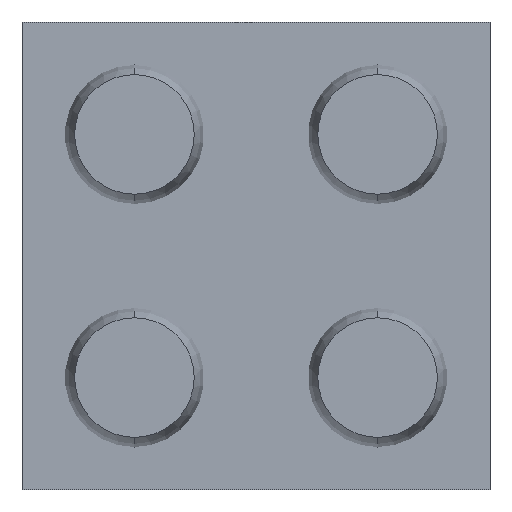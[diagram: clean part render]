
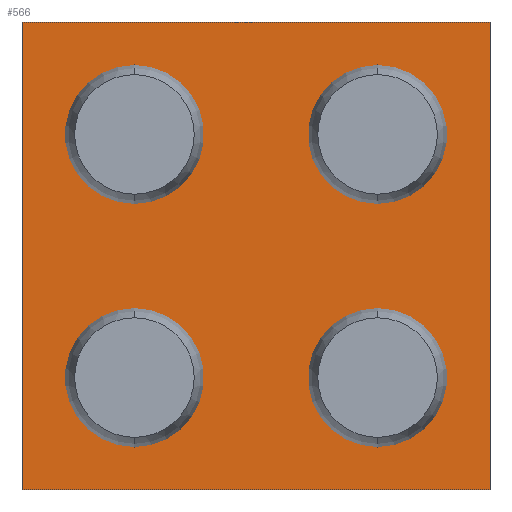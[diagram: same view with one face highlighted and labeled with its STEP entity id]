
A CAD part, front view. The second image highlights one B-rep face of the part: STEP entity #566.
In plain terms, the highlighted planar face has unit normal (0, -1, 0).
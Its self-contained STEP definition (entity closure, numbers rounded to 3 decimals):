
#6 = DIRECTION ( 'NONE',  ( 0., -1., 0. ) ) ;
#15 = DIRECTION ( 'NONE',  ( 0., 0., -1. ) ) ;
#17 = ORIENTED_EDGE ( 'NONE', *, *, #355, .F. ) ;
#18 = DIRECTION ( 'NONE',  ( 1., 0., 0. ) ) ;
#28 = CARTESIAN_POINT ( 'NONE',  ( -0.385, 0.165, -0.385 ) ) ;
#37 = VECTOR ( 'NONE', #89, 1000. ) ;
#51 = DIRECTION ( 'NONE',  ( 0., -1., 0. ) ) ;
#55 = DIRECTION ( 'NONE',  ( 0., -1., 0. ) ) ;
#62 = ORIENTED_EDGE ( 'NONE', *, *, #536, .F. ) ;
#65 = VERTEX_POINT ( 'NONE', #269 ) ;
#66 = DIRECTION ( 'NONE',  ( 0., 0., -1. ) ) ;
#71 = VERTEX_POINT ( 'NONE', #614 ) ;
#78 = AXIS2_PLACEMENT_3D ( 'NONE', #359, #55, #613 ) ;
#82 = EDGE_CURVE ( 'NONE', #627, #600, #519, .T. ) ;
#84 = ORIENTED_EDGE ( 'NONE', *, *, #139, .F. ) ;
#89 = DIRECTION ( 'NONE',  ( 0., 0., 1. ) ) ;
#108 = ORIENTED_EDGE ( 'NONE', *, *, #378, .F. ) ;
#111 = EDGE_LOOP ( 'NONE', ( #622, #148 ) ) ;
#123 = CARTESIAN_POINT ( 'NONE',  ( -0.2, 0.165, 0.2 ) ) ;
#133 = DIRECTION ( 'NONE',  ( 0., 0., -1. ) ) ;
#135 = CARTESIAN_POINT ( 'NONE',  ( 0.2, 0.165, -0.2 ) ) ;
#136 = VERTEX_POINT ( 'NONE', #221 ) ;
#139 = EDGE_CURVE ( 'NONE', #514, #71, #597, .T. ) ;
#141 = AXIS2_PLACEMENT_3D ( 'NONE', #550, #660, #605 ) ;
#143 = DIRECTION ( 'NONE',  ( 0., 0., -1. ) ) ;
#145 = DIRECTION ( 'NONE',  ( 0., -1., 0. ) ) ;
#148 = ORIENTED_EDGE ( 'NONE', *, *, #82, .F. ) ;
#149 = EDGE_LOOP ( 'NONE', ( #638, #84 ) ) ;
#154 = EDGE_CURVE ( 'NONE', #376, #65, #241, .T. ) ;
#167 = VERTEX_POINT ( 'NONE', #461 ) ;
#175 = CARTESIAN_POINT ( 'NONE',  ( 0.385, 0.165, 0.385 ) ) ;
#176 = EDGE_CURVE ( 'NONE', #600, #627, #437, .T. ) ;
#177 = LINE ( 'NONE', #509, #199 ) ;
#181 = DIRECTION ( 'NONE',  ( -1., 0., 0. ) ) ;
#183 = CARTESIAN_POINT ( 'NONE',  ( -0.385, 0.165, 0.385 ) ) ;
#188 = AXIS2_PLACEMENT_3D ( 'NONE', #123, #474, #66 ) ;
#196 = EDGE_CURVE ( 'NONE', #65, #376, #404, .T. ) ;
#199 = VECTOR ( 'NONE', #18, 1000. ) ;
#207 = ORIENTED_EDGE ( 'NONE', *, *, #468, .F. ) ;
#218 = CARTESIAN_POINT ( 'NONE',  ( 0.2, 0.165, -0.298 ) ) ;
#219 = ORIENTED_EDGE ( 'NONE', *, *, #345, .F. ) ;
#221 = CARTESIAN_POINT ( 'NONE',  ( -0.2, 0.165, 0.298 ) ) ;
#237 = FACE_BOUND ( 'NONE', #111, .T. ) ;
#241 = CIRCLE ( 'NONE', #78, 0.098 ) ;
#250 = AXIS2_PLACEMENT_3D ( 'NONE', #334, #6, #565 ) ;
#256 = VECTOR ( 'NONE', #181, 1000. ) ;
#266 = DIRECTION ( 'NONE',  ( 0., -1., 0. ) ) ;
#269 = CARTESIAN_POINT ( 'NONE',  ( -0.2, 0.165, -0.298 ) ) ;
#299 = CARTESIAN_POINT ( 'NONE',  ( 0.2, 0.165, -0.102 ) ) ;
#303 = CIRCLE ( 'NONE', #188, 0.098 ) ;
#319 = EDGE_LOOP ( 'NONE', ( #472, #492 ) ) ;
#334 = CARTESIAN_POINT ( 'NONE',  ( 0.2, 0.165, 0.2 ) ) ;
#344 = DIRECTION ( 'NONE',  ( 0., -1., 0. ) ) ;
#345 = EDGE_CURVE ( 'NONE', #653, #454, #177, .T. ) ;
#348 = VECTOR ( 'NONE', #133, 1000. ) ;
#355 = EDGE_CURVE ( 'NONE', #454, #570, #563, .T. ) ;
#356 = CARTESIAN_POINT ( 'NONE',  ( 0.385, 0.165, 0.385 ) ) ;
#359 = CARTESIAN_POINT ( 'NONE',  ( -0.2, 0.165, -0.2 ) ) ;
#368 = EDGE_LOOP ( 'NONE', ( #542, #62 ) ) ;
#373 = AXIS2_PLACEMENT_3D ( 'NONE', #400, #344, #541 ) ;
#376 = VERTEX_POINT ( 'NONE', #548 ) ;
#377 = DIRECTION ( 'NONE',  ( 0., -1., 0. ) ) ;
#378 = EDGE_CURVE ( 'NONE', #570, #167, #646, .T. ) ;
#379 = AXIS2_PLACEMENT_3D ( 'NONE', #135, #145, #143 ) ;
#387 = FACE_OUTER_BOUND ( 'NONE', #391, .T. ) ;
#391 = EDGE_LOOP ( 'NONE', ( #17, #219, #207, #108 ) ) ;
#400 = CARTESIAN_POINT ( 'NONE',  ( -0.2, 0.165, 0.2 ) ) ;
#404 = CIRCLE ( 'NONE', #594, 0.098 ) ;
#425 = CARTESIAN_POINT ( 'NONE',  ( 0.2, 0.165, 0.298 ) ) ;
#431 = LINE ( 'NONE', #183, #37 ) ;
#435 = AXIS2_PLACEMENT_3D ( 'NONE', #621, #266, #572 ) ;
#437 = CIRCLE ( 'NONE', #379, 0.098 ) ;
#445 = CIRCLE ( 'NONE', #141, 0.098 ) ;
#454 = VERTEX_POINT ( 'NONE', #175 ) ;
#461 = CARTESIAN_POINT ( 'NONE',  ( -0.385, 0.165, -0.385 ) ) ;
#468 = EDGE_CURVE ( 'NONE', #167, #653, #431, .T. ) ;
#472 = ORIENTED_EDGE ( 'NONE', *, *, #196, .F. ) ;
#474 = DIRECTION ( 'NONE',  ( 0., -1., 0. ) ) ;
#475 = FACE_BOUND ( 'NONE', #368, .T. ) ;
#479 = DIRECTION ( 'NONE',  ( 0., 0., -1. ) ) ;
#492 = ORIENTED_EDGE ( 'NONE', *, *, #154, .F. ) ;
#495 = EDGE_CURVE ( 'NONE', #644, #136, #303, .T. ) ;
#509 = CARTESIAN_POINT ( 'NONE',  ( -0.385, 0.165, 0.385 ) ) ;
#514 = VERTEX_POINT ( 'NONE', #425 ) ;
#519 = CIRCLE ( 'NONE', #633, 0.098 ) ;
#521 = CARTESIAN_POINT ( 'NONE',  ( 0.385, 0.165, -0.385 ) ) ;
#525 = EDGE_CURVE ( 'NONE', #71, #514, #445, .T. ) ;
#527 = CARTESIAN_POINT ( 'NONE',  ( 0.2, 0.165, -0.2 ) ) ;
#536 = EDGE_CURVE ( 'NONE', #136, #644, #607, .T. ) ;
#541 = DIRECTION ( 'NONE',  ( 0., 0., -1. ) ) ;
#542 = ORIENTED_EDGE ( 'NONE', *, *, #495, .F. ) ;
#548 = CARTESIAN_POINT ( 'NONE',  ( -0.2, 0.165, -0.102 ) ) ;
#550 = CARTESIAN_POINT ( 'NONE',  ( 0.2, 0.165, 0.2 ) ) ;
#563 = LINE ( 'NONE', #356, #348 ) ;
#565 = DIRECTION ( 'NONE',  ( 0., 0., -1. ) ) ;
#566 = ADVANCED_FACE ( 'NONE', ( #591, #623, #475, #237, #387 ), #596, .T. ) ;
#570 = VERTEX_POINT ( 'NONE', #521 ) ;
#572 = DIRECTION ( 'NONE',  ( 0., 0., -1. ) ) ;
#591 = FACE_BOUND ( 'NONE', #319, .T. ) ;
#594 = AXIS2_PLACEMENT_3D ( 'NONE', #631, #377, #15 ) ;
#596 = PLANE ( 'NONE',  #435 ) ;
#597 = CIRCLE ( 'NONE', #250, 0.098 ) ;
#600 = VERTEX_POINT ( 'NONE', #218 ) ;
#605 = DIRECTION ( 'NONE',  ( 0., 0., -1. ) ) ;
#607 = CIRCLE ( 'NONE', #373, 0.098 ) ;
#608 = CARTESIAN_POINT ( 'NONE',  ( -0.385, 0.165, 0.385 ) ) ;
#613 = DIRECTION ( 'NONE',  ( 0., 0., -1. ) ) ;
#614 = CARTESIAN_POINT ( 'NONE',  ( 0.2, 0.165, 0.102 ) ) ;
#621 = CARTESIAN_POINT ( 'NONE',  ( 0., 0.165, 0. ) ) ;
#622 = ORIENTED_EDGE ( 'NONE', *, *, #176, .F. ) ;
#623 = FACE_BOUND ( 'NONE', #149, .T. ) ;
#627 = VERTEX_POINT ( 'NONE', #299 ) ;
#631 = CARTESIAN_POINT ( 'NONE',  ( -0.2, 0.165, -0.2 ) ) ;
#633 = AXIS2_PLACEMENT_3D ( 'NONE', #527, #51, #479 ) ;
#638 = ORIENTED_EDGE ( 'NONE', *, *, #525, .F. ) ;
#644 = VERTEX_POINT ( 'NONE', #664 ) ;
#646 = LINE ( 'NONE', #28, #256 ) ;
#653 = VERTEX_POINT ( 'NONE', #608 ) ;
#660 = DIRECTION ( 'NONE',  ( 0., -1., 0. ) ) ;
#664 = CARTESIAN_POINT ( 'NONE',  ( -0.2, 0.165, 0.102 ) ) ;
